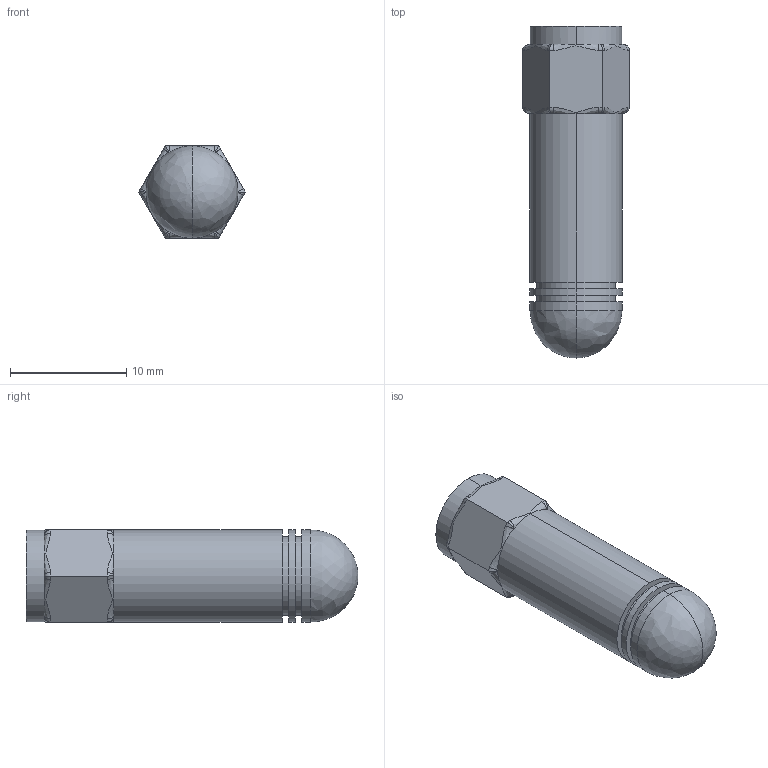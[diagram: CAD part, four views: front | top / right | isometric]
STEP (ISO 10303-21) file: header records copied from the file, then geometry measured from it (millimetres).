
FILE_DESCRIPTION (( 'STEP AP203' ), '1' );
FILE_NAME ('HG2400RDR-RSP.STEP', '2010-08-17T14:59:56', ( 'x' ), ( 'Microsoft' ), 'SwSTEP 2.0', 'SolidWorks 2010', '' );
FILE_SCHEMA (( 'CONFIG_CONTROL_DESIGN' ));
Length unit declared in the file: inch
Products named in the file (3): HG2400RDR-RSP; HG2400RDR-RSP-MA1
Assembly tree (2 placements, depth 2):
  HG2400RDR-RSP
    HG2400RDR-RSP
    HG2400RDR-RSP-MA1
Bounding box: 9.15 x 28.5 x 7.92 mm (x, y, z)
Volume: 1205.6 mm3; surface area: 1118 mm2
Topology: 2 solids, 2 shells, 116 faces, 266 edges, 163 vertices
Faces by surface type: cylinder 56, plane 44, bspline 14, cone 2
Entity records: 6095 total; most frequent: CARTESIAN_POINT 3200, DIRECTION 566, ORIENTED_EDGE 528, EDGE_CURVE 264, AXIS2_PLACEMENT_3D 229, VERTEX_POINT 163, EDGE_LOOP 127, CIRCLE 122
